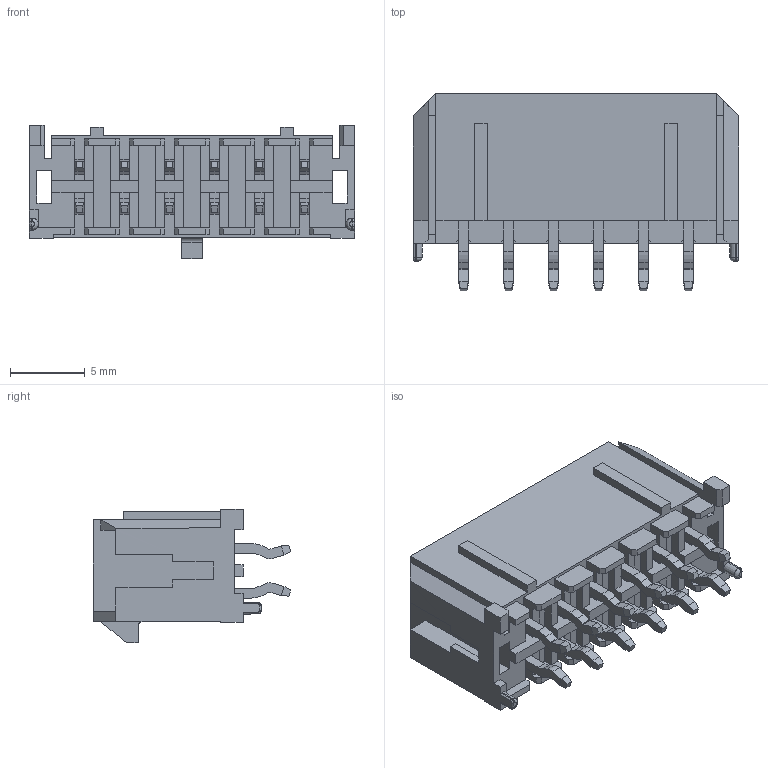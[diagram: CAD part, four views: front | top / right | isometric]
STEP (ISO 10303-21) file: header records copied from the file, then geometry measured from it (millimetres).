
FILE_DESCRIPTION((''),'2;1');
FILE_NAME('FWF30001-D10S22K6K','2026-03-13T',('工程三'),(''),'PRO/ENGINEER BY PARAMETRIC TECHNOLOGY CORPORATION, 2010280','PRO/ENGINEER BY PARAMETRIC TECHNOLOGY CORPORATION, 2010280','');
FILE_SCHEMA(('CONFIG_CONTROL_DESIGN'));
Length unit declared in the file: millimetre
Products named in the file (1): FWF30001-D10S22K6K
Bounding box: 21.7 x 13.17 x 8.9 mm (x, y, z)
Volume: 727.5 mm3; surface area: 2344.4 mm2
Topology: 1 solids, 1 shells, 631 faces, 1670 edges, 1074 vertices
Faces by surface type: plane 564, cylinder 59, torus 4, cone 2, bspline 2
Entity records: 19221 total; most frequent: CARTESIAN_POINT 3524, ORIENTED_EDGE 3340, DIRECTION 3022, EDGE_CURVE 1670, VECTOR 1536, LINE 1536, VERTEX_POINT 1074, AXIS2_PLACEMENT_3D 743
